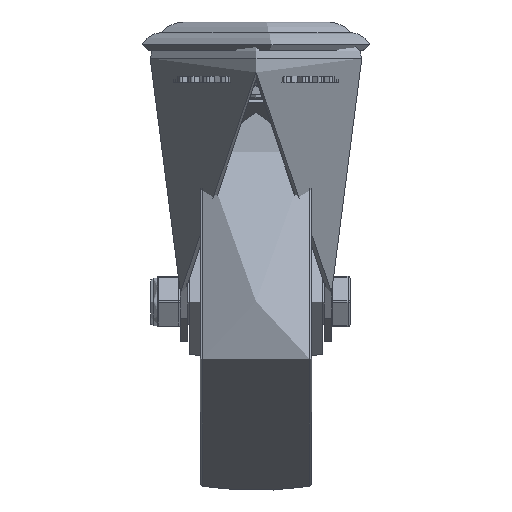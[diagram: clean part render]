
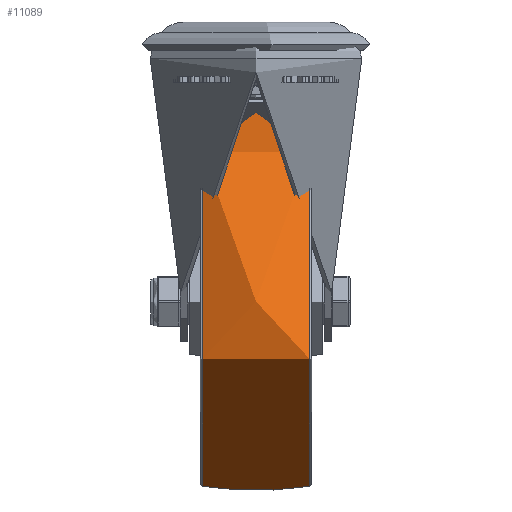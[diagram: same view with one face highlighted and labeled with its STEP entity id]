
A CAD part, left-side view. The second image highlights one B-rep face of the part: STEP entity #11089.
In plain terms, the highlighted free-form (B-spline) face has degree [2, 2] with [3, 9] control points.
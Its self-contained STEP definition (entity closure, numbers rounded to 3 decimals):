
#95=(
BOUNDED_SURFACE()
B_SPLINE_SURFACE(2,2,((#19164,#19165,#19166,#19167,#19168,#19169,#19170,
#19171,#19172),(#19173,#19174,#19175,#19176,#19177,#19178,#19179,#19180,
#19181),(#19182,#19183,#19184,#19185,#19186,#19187,#19188,#19189,#19190)),
 .UNSPECIFIED.,.F.,.T.,.F.)
B_SPLINE_SURFACE_WITH_KNOTS((3,3),(3,2,2,2,3),(-0.154,0.154),
(-3.142,-1.571,0.,1.571,3.142),
 .UNSPECIFIED.)
GEOMETRIC_REPRESENTATION_ITEM()
RATIONAL_B_SPLINE_SURFACE(((1.,0.707,1.,0.707,1.,
0.707,1.,0.707,1.),(0.988,0.699,
0.988,0.699,0.988,0.699,
0.988,0.699,0.988),(1.,0.707,
1.,0.707,1.,0.707,1.,0.707,1.)))
REPRESENTATION_ITEM('')
SURFACE()
);
#3301=FACE_OUTER_BOUND('',#3972,.T.);
#3972=EDGE_LOOP('',(#9630,#9631,#9632,#9633));
#4568=CIRCLE('',#12244,61.135);
#4570=CIRCLE('',#12246,61.135);
#4571=CIRCLE('',#12247,114.833);
#5422=VERTEX_POINT('',#19161);
#5423=VERTEX_POINT('',#19191);
#6864=EDGE_CURVE('',#5422,#5422,#4568,.T.);
#6866=EDGE_CURVE('',#5423,#5423,#4570,.T.);
#6867=EDGE_CURVE('',#5423,#5422,#4571,.T.);
#9630=ORIENTED_EDGE('',*,*,#6866,.F.);
#9631=ORIENTED_EDGE('',*,*,#6867,.T.);
#9632=ORIENTED_EDGE('',*,*,#6864,.T.);
#9633=ORIENTED_EDGE('',*,*,#6867,.F.);
#11089=ADVANCED_FACE('',(#3301),#95,.F.);
#12244=AXIS2_PLACEMENT_3D('',#19162,#14864,#14865);
#12246=AXIS2_PLACEMENT_3D('',#19192,#14868,#14869);
#12247=AXIS2_PLACEMENT_3D('',#19193,#14870,#14871);
#14864=DIRECTION('center_axis',(0.,1.,0.));
#14865=DIRECTION('ref_axis',(1.,0.,0.));
#14868=DIRECTION('center_axis',(0.,1.,0.));
#14869=DIRECTION('ref_axis',(1.,0.,0.));
#14870=DIRECTION('center_axis',(-1.,0.,0.));
#14871=DIRECTION('ref_axis',(0.,0.,-1.));
#19161=CARTESIAN_POINT('',(0.,-17.654,-61.135));
#19162=CARTESIAN_POINT('Origin',(0.,-17.654,0.));
#19164=CARTESIAN_POINT('Ctrl Pts',(0.,-17.654,-61.135));
#19165=CARTESIAN_POINT('Ctrl Pts',(-61.135,-17.654,
-61.135));
#19166=CARTESIAN_POINT('Ctrl Pts',(-61.135,-17.654,
0.));
#19167=CARTESIAN_POINT('Ctrl Pts',(-61.135,-17.654,
61.135));
#19168=CARTESIAN_POINT('Ctrl Pts',(0.,-17.654,61.135));
#19169=CARTESIAN_POINT('Ctrl Pts',(61.135,-17.654,61.135));
#19170=CARTESIAN_POINT('Ctrl Pts',(61.135,-17.654,0.));
#19171=CARTESIAN_POINT('Ctrl Pts',(61.135,-17.654,-61.135));
#19172=CARTESIAN_POINT('Ctrl Pts',(0.,-17.654,-61.135));
#19173=CARTESIAN_POINT('Ctrl Pts',(0.,0.,-63.882));
#19174=CARTESIAN_POINT('Ctrl Pts',(-63.882,0.,
-63.882));
#19175=CARTESIAN_POINT('Ctrl Pts',(-63.882,0.,
0.));
#19176=CARTESIAN_POINT('Ctrl Pts',(-63.882,0.,
63.882));
#19177=CARTESIAN_POINT('Ctrl Pts',(0.,0.,63.882));
#19178=CARTESIAN_POINT('Ctrl Pts',(63.882,0.,
63.882));
#19179=CARTESIAN_POINT('Ctrl Pts',(63.882,0.,
0.));
#19180=CARTESIAN_POINT('Ctrl Pts',(63.882,0.,
-63.882));
#19181=CARTESIAN_POINT('Ctrl Pts',(0.,0.,-63.882));
#19182=CARTESIAN_POINT('Ctrl Pts',(0.,17.654,-61.135));
#19183=CARTESIAN_POINT('Ctrl Pts',(-61.135,17.654,-61.135));
#19184=CARTESIAN_POINT('Ctrl Pts',(-61.135,17.654,0.));
#19185=CARTESIAN_POINT('Ctrl Pts',(-61.135,17.654,61.135));
#19186=CARTESIAN_POINT('Ctrl Pts',(0.,17.654,61.135));
#19187=CARTESIAN_POINT('Ctrl Pts',(61.135,17.654,61.135));
#19188=CARTESIAN_POINT('Ctrl Pts',(61.135,17.654,0.));
#19189=CARTESIAN_POINT('Ctrl Pts',(61.135,17.654,-61.135));
#19190=CARTESIAN_POINT('Ctrl Pts',(0.,17.654,-61.135));
#19191=CARTESIAN_POINT('',(0.,17.654,-61.135));
#19192=CARTESIAN_POINT('Origin',(0.,17.654,0.));
#19193=CARTESIAN_POINT('Origin',(0.,0.,
52.333));
